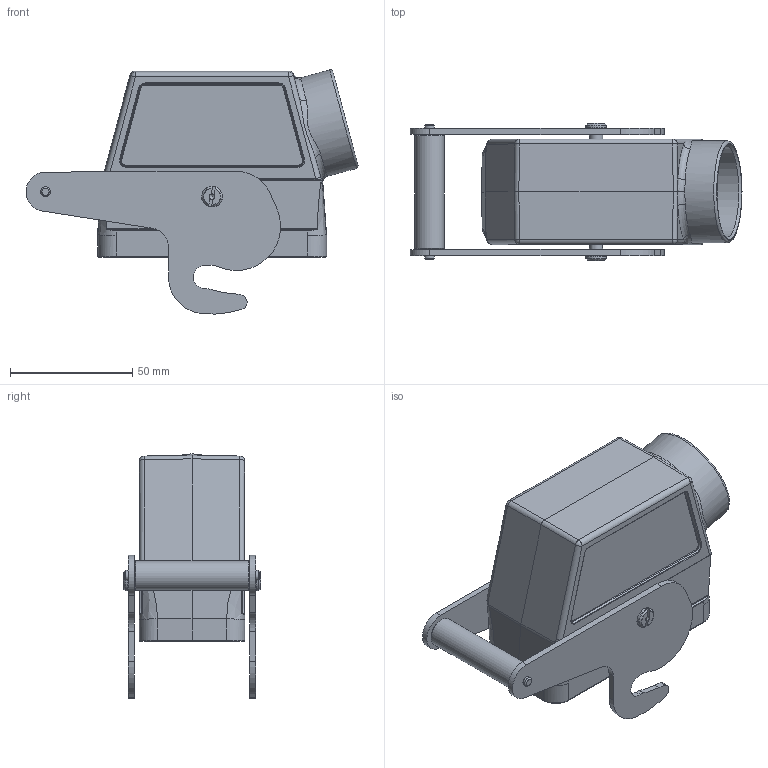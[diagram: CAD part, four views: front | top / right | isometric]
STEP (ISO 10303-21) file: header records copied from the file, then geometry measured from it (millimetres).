
FILE_DESCRIPTION(/* description */ (''),/* implementation_level */ '2;1');
FILE_NAME(/* name */ '100095201ugm000_c.stp',/* time_stamp */ '2018-03-06T15:50:00+01:00',/* author */ (''),/* organization */ (''),/* preprocessor_version */ 'ST-DEVELOPER v16',/* originating_system */ 'SIEMENS PLM Software NX 10.0',/* authorisation */ '');
FILE_SCHEMA (('AUTOMOTIVE_DESIGN { 1 0 10303 214 3 1 1 1 }'));
Length unit declared in the file: millimetre
Products named in the file (1): 100095201ugm000_c
Bounding box: 135.59 x 56 x 99.73 mm (x, y, z)
Volume: 94287.7 mm3; surface area: 60408.9 mm2
Topology: 2 solids, 2 shells, 521 faces, 1884 edges, 1992 vertices
Faces by surface type: plane 193, cylinder 162, bspline 66, torus 53, cone 41, sphere 6
Full cylindrical faces by diameter (mm): 2.2 x2, 3 x4, 3.95 x2, 5.37 x2, 5.6 x2, 8.5 x2, 12 x1, 32 x1, 37 x1, 41.65 x1
Entity records: 23528 total; most frequent: CARTESIAN_POINT 6932, DIRECTION 2596, ORIENTED_EDGE 2430, EDGE_CURVE 1215, AXIS2_PLACEMENT_3D 936, PRESENTATION_STYLE_ASSIGNMENT 796, VERTEX_POINT 770, LINE 724
